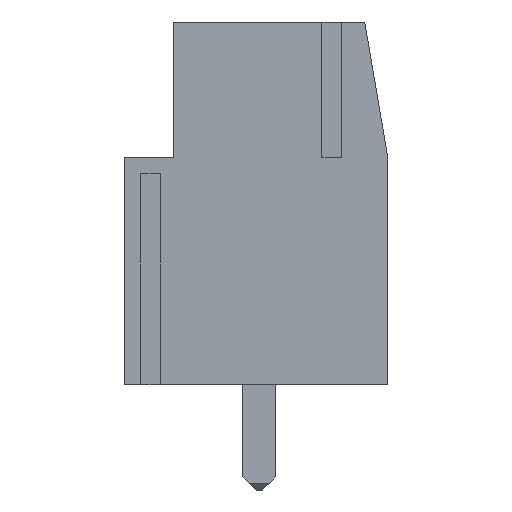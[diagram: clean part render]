
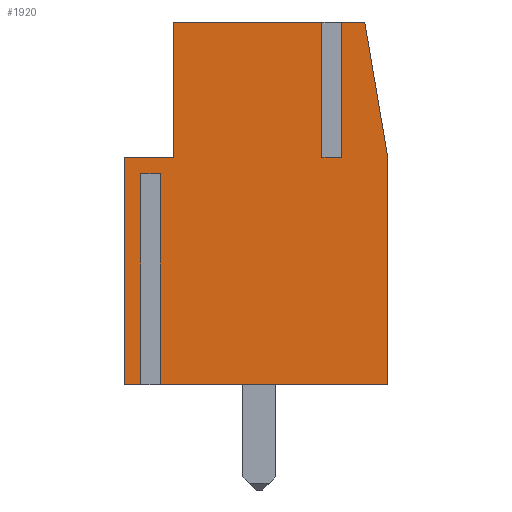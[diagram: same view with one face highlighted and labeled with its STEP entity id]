
A CAD part, left-side view. The second image highlights one B-rep face of the part: STEP entity #1920.
In plain terms, the highlighted planar face has unit normal (-1, 0, 0).
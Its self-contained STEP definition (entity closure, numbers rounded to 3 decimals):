
#128=FACE_OUTER_BOUND('',#231,.T.);
#231=EDGE_LOOP('',(#1651,#1652,#1653,#1654,#1655,#1656,#1657,#1658,#1659,
#1660,#1661,#1662,#1663,#1664,#1665));
#301=LINE('',#2718,#552);
#305=LINE('',#2727,#556);
#309=LINE('',#2734,#560);
#312=LINE('',#2740,#563);
#320=LINE('',#2755,#571);
#347=LINE('',#2811,#598);
#351=LINE('',#2819,#602);
#354=LINE('',#2825,#605);
#358=LINE('',#2833,#609);
#361=LINE('',#2838,#612);
#363=LINE('',#2842,#614);
#469=LINE('',#3055,#720);
#470=LINE('',#3057,#721);
#472=LINE('',#3060,#723);
#473=LINE('',#3061,#724);
#552=VECTOR('',#2223,10.);
#556=VECTOR('',#2229,10.);
#560=VECTOR('',#2235,10.);
#563=VECTOR('',#2242,10.);
#571=VECTOR('',#2250,10.);
#598=VECTOR('',#2297,10.);
#602=VECTOR('',#2303,10.);
#605=VECTOR('',#2308,10.);
#609=VECTOR('',#2316,10.);
#612=VECTOR('',#2321,10.);
#614=VECTOR('',#2325,10.);
#720=VECTOR('',#2507,10.);
#721=VECTOR('',#2508,10.);
#723=VECTOR('',#2512,10.);
#724=VECTOR('',#2513,10.);
#797=VERTEX_POINT('',#2716);
#798=VERTEX_POINT('',#2717);
#801=VERTEX_POINT('',#2725);
#802=VERTEX_POINT('',#2726);
#805=VERTEX_POINT('',#2739);
#812=VERTEX_POINT('',#2753);
#830=VERTEX_POINT('',#2809);
#831=VERTEX_POINT('',#2810);
#834=VERTEX_POINT('',#2818);
#836=VERTEX_POINT('',#2824);
#838=VERTEX_POINT('',#2832);
#839=VERTEX_POINT('',#2836);
#840=VERTEX_POINT('',#2840);
#909=VERTEX_POINT('',#3053);
#910=VERTEX_POINT('',#3056);
#1001=EDGE_CURVE('',#797,#798,#301,.T.);
#1005=EDGE_CURVE('',#801,#802,#305,.T.);
#1009=EDGE_CURVE('',#798,#801,#309,.T.);
#1012=EDGE_CURVE('',#805,#797,#312,.T.);
#1020=EDGE_CURVE('',#802,#812,#320,.T.);
#1047=EDGE_CURVE('',#830,#831,#347,.T.);
#1051=EDGE_CURVE('',#831,#834,#351,.T.);
#1054=EDGE_CURVE('',#836,#830,#354,.T.);
#1058=EDGE_CURVE('',#805,#838,#358,.T.);
#1061=EDGE_CURVE('',#812,#839,#361,.T.);
#1063=EDGE_CURVE('',#840,#839,#363,.T.);
#1169=EDGE_CURVE('',#909,#834,#469,.T.);
#1170=EDGE_CURVE('',#836,#910,#470,.T.);
#1172=EDGE_CURVE('',#910,#840,#472,.T.);
#1173=EDGE_CURVE('',#909,#838,#473,.T.);
#1651=ORIENTED_EDGE('',*,*,#1005,.T.);
#1652=ORIENTED_EDGE('',*,*,#1020,.T.);
#1653=ORIENTED_EDGE('',*,*,#1061,.T.);
#1654=ORIENTED_EDGE('',*,*,#1063,.F.);
#1655=ORIENTED_EDGE('',*,*,#1172,.F.);
#1656=ORIENTED_EDGE('',*,*,#1170,.F.);
#1657=ORIENTED_EDGE('',*,*,#1054,.T.);
#1658=ORIENTED_EDGE('',*,*,#1047,.T.);
#1659=ORIENTED_EDGE('',*,*,#1051,.T.);
#1660=ORIENTED_EDGE('',*,*,#1169,.F.);
#1661=ORIENTED_EDGE('',*,*,#1173,.T.);
#1662=ORIENTED_EDGE('',*,*,#1058,.F.);
#1663=ORIENTED_EDGE('',*,*,#1012,.T.);
#1664=ORIENTED_EDGE('',*,*,#1001,.T.);
#1665=ORIENTED_EDGE('',*,*,#1009,.T.);
#1821=PLANE('',#2053);
#1920=ADVANCED_FACE('',(#128),#1821,.T.);
#2053=AXIS2_PLACEMENT_3D('',#3059,#2510,#2511);
#2223=DIRECTION('',(0.,0.,-1.));
#2229=DIRECTION('',(0.,0.,1.));
#2235=DIRECTION('',(0.,1.,0.));
#2242=DIRECTION('',(0.,1.,0.));
#2250=DIRECTION('',(0.,1.,0.));
#2297=DIRECTION('',(0.,-1.,0.));
#2303=DIRECTION('',(0.,0.,-1.));
#2308=DIRECTION('',(0.,0.,1.));
#2316=DIRECTION('',(0.,-0.168,-0.986));
#2321=DIRECTION('',(0.,0.,-1.));
#2325=DIRECTION('',(0.,-1.,0.));
#2507=DIRECTION('',(0.,1.,0.));
#2508=DIRECTION('',(0.,1.,0.));
#2510=DIRECTION('center_axis',(-1.,0.,0.));
#2511=DIRECTION('ref_axis',(0.,-1.,0.));
#2512=DIRECTION('',(0.,0.,1.));
#2513=DIRECTION('',(0.,0.,1.));
#2716=CARTESIAN_POINT('',(-7.54,-2.5,11.));
#2717=CARTESIAN_POINT('',(-7.54,-2.5,6.9));
#2718=CARTESIAN_POINT('',(-7.54,-2.5,5.5));
#2725=CARTESIAN_POINT('',(-7.54,-1.9,6.9));
#2726=CARTESIAN_POINT('',(-7.54,-1.9,11.));
#2727=CARTESIAN_POINT('',(-7.54,-1.9,3.45));
#2734=CARTESIAN_POINT('',(-7.54,0.8,6.9));
#2739=CARTESIAN_POINT('',(-7.54,-3.2,11.));
#2740=CARTESIAN_POINT('',(-7.54,-3.2,11.));
#2753=CARTESIAN_POINT('',(-7.54,2.6,11.));
#2755=CARTESIAN_POINT('',(-7.54,-3.2,11.));
#2809=CARTESIAN_POINT('',(-7.54,3.6,6.4));
#2810=CARTESIAN_POINT('',(-7.54,3.,6.4));
#2811=CARTESIAN_POINT('',(-7.54,3.55,6.4));
#2818=CARTESIAN_POINT('',(-7.54,3.,0.));
#2819=CARTESIAN_POINT('',(-7.54,3.,0.));
#2824=CARTESIAN_POINT('',(-7.54,3.6,0.));
#2825=CARTESIAN_POINT('',(-7.54,3.6,3.2));
#2832=CARTESIAN_POINT('',(-7.54,-3.9,6.9));
#2833=CARTESIAN_POINT('',(-7.54,-3.2,11.));
#2836=CARTESIAN_POINT('',(-7.54,2.6,6.9));
#2838=CARTESIAN_POINT('',(-7.54,2.6,11.));
#2840=CARTESIAN_POINT('',(-7.54,4.1,6.9));
#2842=CARTESIAN_POINT('',(-7.54,-3.9,6.9));
#3053=CARTESIAN_POINT('',(-7.54,-3.9,0.));
#3055=CARTESIAN_POINT('',(-7.54,-3.9,0.));
#3056=CARTESIAN_POINT('',(-7.54,4.1,0.));
#3057=CARTESIAN_POINT('',(-7.54,-3.9,0.));
#3059=CARTESIAN_POINT('Origin',(-7.54,4.1,0.));
#3060=CARTESIAN_POINT('',(-7.54,4.1,0.));
#3061=CARTESIAN_POINT('',(-7.54,-3.9,0.));
